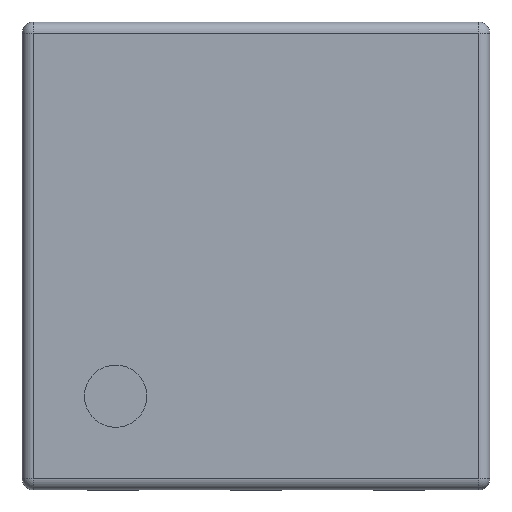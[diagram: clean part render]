
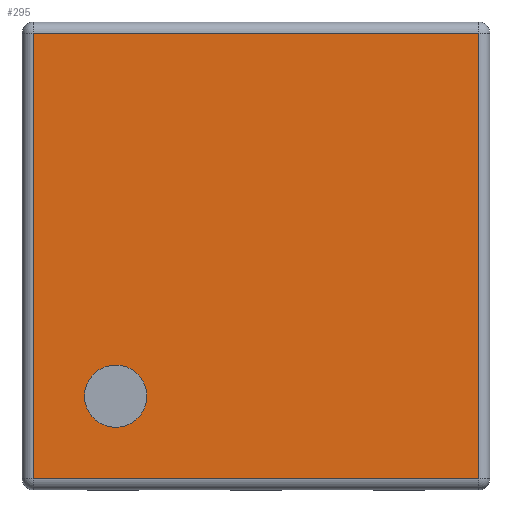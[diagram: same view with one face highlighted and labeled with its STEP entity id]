
A CAD part, top view. The second image highlights one B-rep face of the part: STEP entity #295.
In plain terms, the highlighted planar face has unit normal (0, 0, 1).
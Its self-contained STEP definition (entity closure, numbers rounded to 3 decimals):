
#295=ADVANCED_FACE('',(#1107,#1109),#1111,.T.);
#1107=FACE_BOUND('',#1108,.T.);
#1108=EDGE_LOOP('',(#1727,#1728,#1729,#1730));
#1109=FACE_BOUND('',#1110,.T.);
#1110=EDGE_LOOP('',(#1731));
#1111=PLANE('',#1112);
#1112=AXIS2_PLACEMENT_3D('',#1113,#1114,#1115);
#1113=CARTESIAN_POINT('',(0.,0.,1.));
#1114=DIRECTION('',(0.,0.,1.));
#1115=DIRECTION('',(1.,0.,0.));
#1727=ORIENTED_EDGE('',*,*,#2153,.T.);
#1728=ORIENTED_EDGE('',*,*,#2154,.T.);
#1729=ORIENTED_EDGE('',*,*,#2155,.T.);
#1730=ORIENTED_EDGE('',*,*,#2156,.T.);
#1731=ORIENTED_EDGE('',*,*,#2152,.F.);
#2152=EDGE_CURVE('',#2407,#2407,#2408,.T.);
#2153=EDGE_CURVE('',#2409,#2410,#2411,.T.);
#2154=EDGE_CURVE('',#2410,#2412,#2413,.T.);
#2155=EDGE_CURVE('',#2412,#2414,#2415,.T.);
#2156=EDGE_CURVE('',#2414,#2409,#2416,.T.);
#2407=VERTEX_POINT('',#2889);
#2408=CIRCLE('',#2890,0.207);
#2409=VERTEX_POINT('',#2894);
#2410=VERTEX_POINT('',#2895);
#2411=LINE('',#2896,#2897);
#2412=VERTEX_POINT('',#2899);
#2413=LINE('',#2900,#2901);
#2414=VERTEX_POINT('',#2903);
#2415=LINE('',#2904,#2905);
#2416=LINE('',#2907,#2908);
#2889=CARTESIAN_POINT('',(-0.723,-0.93,1.));
#2890=AXIS2_PLACEMENT_3D('',#2891,#2892,#2893);
#2891=CARTESIAN_POINT('',(-0.93,-0.93,1.));
#2892=DIRECTION('',(0.,0.,1.));
#2893=DIRECTION('',(1.,0.,0.));
#2894=CARTESIAN_POINT('',(-1.475,1.475,1.));
#2895=CARTESIAN_POINT('',(-1.475,-1.475,1.));
#2896=CARTESIAN_POINT('',(-1.475,1.475,1.));
#2897=VECTOR('',#2898,1.);
#2898=DIRECTION('',(0.,-1.,0.));
#2899=CARTESIAN_POINT('',(1.475,-1.475,1.));
#2900=CARTESIAN_POINT('',(-1.475,-1.475,1.));
#2901=VECTOR('',#2902,1.);
#2902=DIRECTION('',(1.,0.,0.));
#2903=CARTESIAN_POINT('',(1.475,1.475,1.));
#2904=CARTESIAN_POINT('',(1.475,-1.475,1.));
#2905=VECTOR('',#2906,1.);
#2906=DIRECTION('',(0.,1.,0.));
#2907=CARTESIAN_POINT('',(1.475,1.475,1.));
#2908=VECTOR('',#2909,1.);
#2909=DIRECTION('',(-1.,0.,0.));
